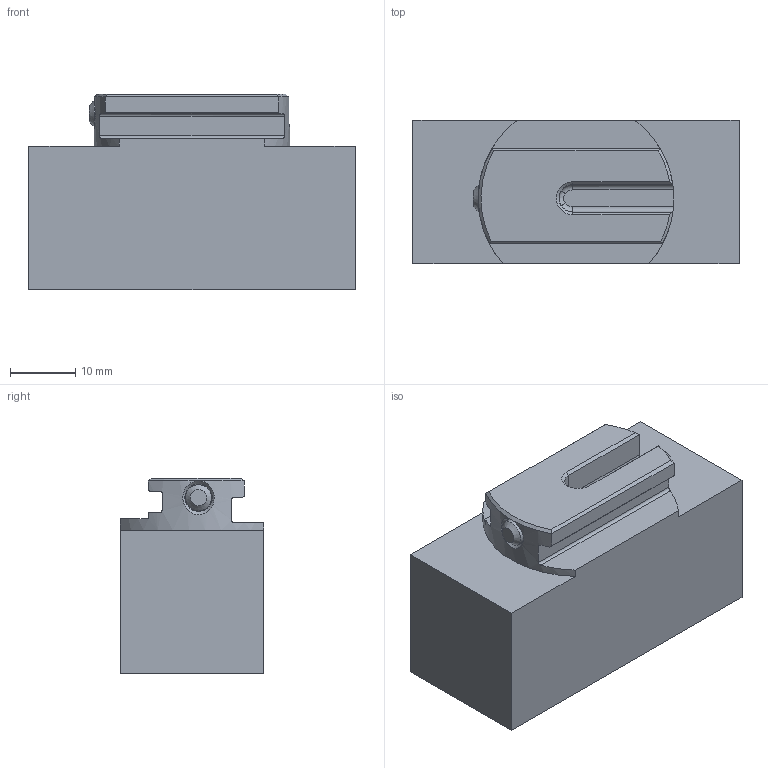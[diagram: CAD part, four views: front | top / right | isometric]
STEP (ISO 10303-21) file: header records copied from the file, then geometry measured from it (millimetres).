
FILE_DESCRIPTION(/* description */ (''),/* implementation_level */ '2;1');
FILE_NAME(/* name */ '1642503469025.stp',/* time_stamp */ '2022-01-18T16:28:00+06:00',/* author */ (''),/* organization */ ('SMS'),/* preprocessor_version */ 'ST-DEVELOPER v16.7',/* originating_system */ 'SIEMENS PLM Software NX 12.0',/* authorisation */ '');
FILE_SCHEMA (('AUTOMOTIVE_DESIGN { 1 0 10303 214 3 1 1 1 }'));
Length unit declared in the file: millimetre
Products named in the file (1): 203915042mod000_00
Bounding box: 50 x 22 x 30 mm (x, y, z)
Volume: 27066.8 mm3; surface area: 6573.3 mm2
Topology: 1 solids, 1 shells, 53 faces, 138 edges, 89 vertices
Faces by surface type: plane 29, cylinder 13, cone 8, torus 2, bspline 1
Full cylindrical faces by diameter (mm): 2.5 x1, 3.3 x1, 4 x1, 4.2 x1
Entity records: 1895 total; most frequent: CARTESIAN_POINT 621, DIRECTION 256, ORIENTED_EDGE 250, EDGE_CURVE 125, AXIS2_PLACEMENT_3D 97, VERTEX_POINT 82, LINE 62, VECTOR 62
